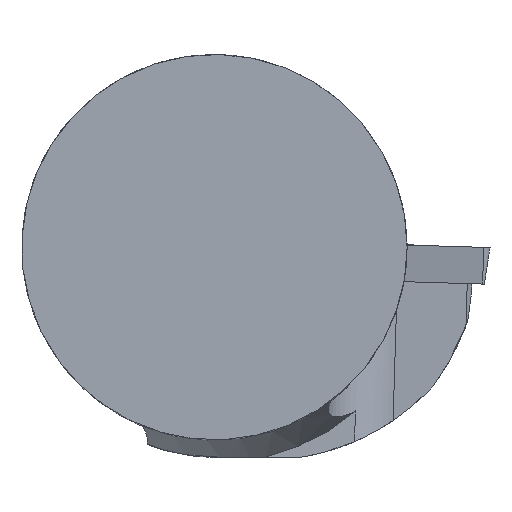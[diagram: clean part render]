
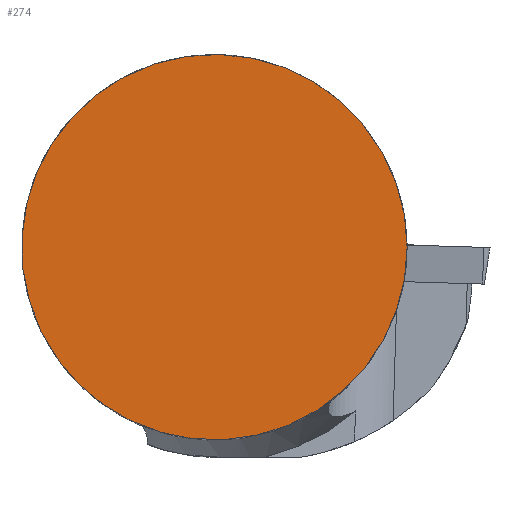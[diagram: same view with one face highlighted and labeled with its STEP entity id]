
A CAD part, top view. The second image highlights one B-rep face of the part: STEP entity #274.
In plain terms, the highlighted planar face has unit normal (0, 0, 1).
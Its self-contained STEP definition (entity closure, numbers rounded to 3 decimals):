
#236=FACE_OUTER_BOUND('',#379,.T.);
#274=ADVANCED_FACE('',(#236),#312,.T.);
#312=PLANE('',#904);
#379=EDGE_LOOP('',(#455));
#455=ORIENTED_EDGE('',*,*,#708,.F.);
#635=VERTEX_POINT('',#1266);
#708=EDGE_CURVE('',#635,#635,#793,.T.);
#793=CIRCLE('',#903,12.5);
#903=AXIS2_PLACEMENT_3D('',#1265,#1038,#1039);
#904=AXIS2_PLACEMENT_3D('',#1267,#1040,#1041);
#1038=DIRECTION('',(0.,0.,-1.));
#1039=DIRECTION('',(1.,0.,0.));
#1040=DIRECTION('',(0.,0.,1.));
#1041=DIRECTION('',(1.,0.,0.));
#1265=CARTESIAN_POINT('',(0.,0.,0.));
#1266=CARTESIAN_POINT('',(12.5,0.,0.));
#1267=CARTESIAN_POINT('',(0.,0.,0.));
